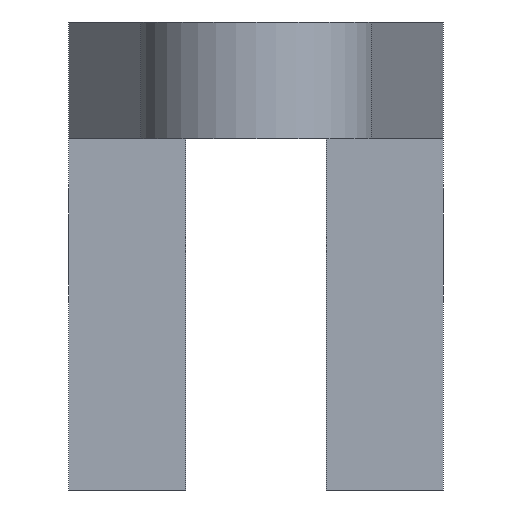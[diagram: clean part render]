
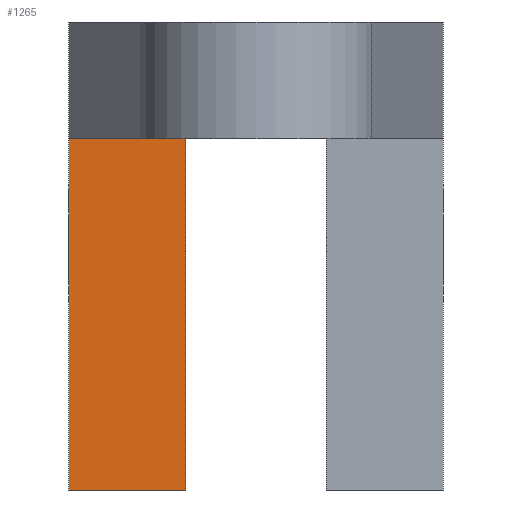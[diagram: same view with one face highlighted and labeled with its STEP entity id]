
A CAD part, left-side view. The second image highlights one B-rep face of the part: STEP entity #1265.
In plain terms, the highlighted planar face has unit normal (-1, 0, 0).
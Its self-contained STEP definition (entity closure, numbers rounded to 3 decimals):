
#345 = VERTEX_POINT('',#346);
#346 = CARTESIAN_POINT('',(-5.,1.6,0.));
#405 = PLANE('',#406);
#406 = AXIS2_PLACEMENT_3D('',#407,#408,#409);
#407 = CARTESIAN_POINT('',(-5.,1.6,0.));
#408 = DIRECTION('',(0.,0.,-1.));
#409 = DIRECTION('',(-1.,0.,0.));
#459 = PLANE('',#460);
#460 = AXIS2_PLACEMENT_3D('',#461,#462,#463);
#461 = CARTESIAN_POINT('',(5.,1.6,0.));
#462 = DIRECTION('',(0.,1.,0.));
#463 = DIRECTION('',(-1.,0.,0.));
#875 = EDGE_CURVE('',#345,#876,#878,.T.);
#876 = VERTEX_POINT('',#877);
#877 = CARTESIAN_POINT('',(-5.,0.6,0.));
#878 = SURFACE_CURVE('',#879,(#883,#890),.PCURVE_S1.);
#879 = LINE('',#880,#881);
#880 = CARTESIAN_POINT('',(-5.,1.6,0.));
#881 = VECTOR('',#882,1.);
#882 = DIRECTION('',(0.,-1.,0.));
#883 = PCURVE('',#405,#884);
#884 = DEFINITIONAL_REPRESENTATION('',(#885),#889);
#885 = LINE('',#886,#887);
#886 = CARTESIAN_POINT('',(0.,0.));
#887 = VECTOR('',#888,1.);
#888 = DIRECTION('',(0.,-1.));
#889 = ( GEOMETRIC_REPRESENTATION_CONTEXT(2) 
PARAMETRIC_REPRESENTATION_CONTEXT() REPRESENTATION_CONTEXT('2D SPACE',''
  ) );
#890 = PCURVE('',#891,#896);
#891 = PLANE('',#892);
#892 = AXIS2_PLACEMENT_3D('',#893,#894,#895);
#893 = CARTESIAN_POINT('',(-5.,1.6,0.));
#894 = DIRECTION('',(-1.,-0.,-0.));
#895 = DIRECTION('',(0.,-1.,0.));
#896 = DEFINITIONAL_REPRESENTATION('',(#897),#901);
#897 = LINE('',#898,#899);
#898 = CARTESIAN_POINT('',(0.,0.));
#899 = VECTOR('',#900,1.);
#900 = DIRECTION('',(1.,0.));
#901 = ( GEOMETRIC_REPRESENTATION_CONTEXT(2) 
PARAMETRIC_REPRESENTATION_CONTEXT() REPRESENTATION_CONTEXT('2D SPACE',''
  ) );
#994 = VERTEX_POINT('',#995);
#995 = CARTESIAN_POINT('',(-5.,1.6,-3.));
#1009 = PLANE('',#1010);
#1010 = AXIS2_PLACEMENT_3D('',#1011,#1012,#1013);
#1011 = CARTESIAN_POINT('',(-5.,-1.6,-3.));
#1012 = DIRECTION('',(0.,0.,-1.));
#1013 = DIRECTION('',(-1.,0.,0.));
#1021 = EDGE_CURVE('',#345,#994,#1022,.T.);
#1022 = SURFACE_CURVE('',#1023,(#1027,#1034),.PCURVE_S1.);
#1023 = LINE('',#1024,#1025);
#1024 = CARTESIAN_POINT('',(-5.,1.6,0.));
#1025 = VECTOR('',#1026,1.);
#1026 = DIRECTION('',(0.,0.,-1.));
#1027 = PCURVE('',#459,#1028);
#1028 = DEFINITIONAL_REPRESENTATION('',(#1029),#1033);
#1029 = LINE('',#1030,#1031);
#1030 = CARTESIAN_POINT('',(10.,0.));
#1031 = VECTOR('',#1032,1.);
#1032 = DIRECTION('',(0.,-1.));
#1033 = ( GEOMETRIC_REPRESENTATION_CONTEXT(2) 
PARAMETRIC_REPRESENTATION_CONTEXT() REPRESENTATION_CONTEXT('2D SPACE',''
  ) );
#1034 = PCURVE('',#891,#1035);
#1035 = DEFINITIONAL_REPRESENTATION('',(#1036),#1040);
#1036 = LINE('',#1037,#1038);
#1037 = CARTESIAN_POINT('',(0.,0.));
#1038 = VECTOR('',#1039,1.);
#1039 = DIRECTION('',(0.,-1.));
#1040 = ( GEOMETRIC_REPRESENTATION_CONTEXT(2) 
PARAMETRIC_REPRESENTATION_CONTEXT() REPRESENTATION_CONTEXT('2D SPACE',''
  ) );
#1265 = ADVANCED_FACE('',(#1266),#891,.T.);
#1266 = FACE_BOUND('',#1267,.T.);
#1267 = EDGE_LOOP('',(#1268,#1269,#1270,#1293));
#1268 = ORIENTED_EDGE('',*,*,#875,.F.);
#1269 = ORIENTED_EDGE('',*,*,#1021,.T.);
#1270 = ORIENTED_EDGE('',*,*,#1271,.T.);
#1271 = EDGE_CURVE('',#994,#1272,#1274,.T.);
#1272 = VERTEX_POINT('',#1273);
#1273 = CARTESIAN_POINT('',(-5.,0.6,-3.));
#1274 = SURFACE_CURVE('',#1275,(#1279,#1286),.PCURVE_S1.);
#1275 = LINE('',#1276,#1277);
#1276 = CARTESIAN_POINT('',(-5.,1.6,-3.));
#1277 = VECTOR('',#1278,1.);
#1278 = DIRECTION('',(0.,-1.,0.));
#1279 = PCURVE('',#891,#1280);
#1280 = DEFINITIONAL_REPRESENTATION('',(#1281),#1285);
#1281 = LINE('',#1282,#1283);
#1282 = CARTESIAN_POINT('',(0.,-3.));
#1283 = VECTOR('',#1284,1.);
#1284 = DIRECTION('',(1.,0.));
#1285 = ( GEOMETRIC_REPRESENTATION_CONTEXT(2) 
PARAMETRIC_REPRESENTATION_CONTEXT() REPRESENTATION_CONTEXT('2D SPACE',''
  ) );
#1286 = PCURVE('',#1009,#1287);
#1287 = DEFINITIONAL_REPRESENTATION('',(#1288),#1292);
#1288 = LINE('',#1289,#1290);
#1289 = CARTESIAN_POINT('',(0.,3.2));
#1290 = VECTOR('',#1291,1.);
#1291 = DIRECTION('',(0.,-1.));
#1292 = ( GEOMETRIC_REPRESENTATION_CONTEXT(2) 
PARAMETRIC_REPRESENTATION_CONTEXT() REPRESENTATION_CONTEXT('2D SPACE',''
  ) );
#1293 = ORIENTED_EDGE('',*,*,#1294,.T.);
#1294 = EDGE_CURVE('',#1272,#876,#1295,.T.);
#1295 = SURFACE_CURVE('',#1296,(#1300,#1307),.PCURVE_S1.);
#1296 = LINE('',#1297,#1298);
#1297 = CARTESIAN_POINT('',(-5.,0.6,-3.));
#1298 = VECTOR('',#1299,1.);
#1299 = DIRECTION('',(0.,0.,1.));
#1300 = PCURVE('',#891,#1301);
#1301 = DEFINITIONAL_REPRESENTATION('',(#1302),#1306);
#1302 = LINE('',#1303,#1304);
#1303 = CARTESIAN_POINT('',(1.,-3.));
#1304 = VECTOR('',#1305,1.);
#1305 = DIRECTION('',(0.,1.));
#1306 = ( GEOMETRIC_REPRESENTATION_CONTEXT(2) 
PARAMETRIC_REPRESENTATION_CONTEXT() REPRESENTATION_CONTEXT('2D SPACE',''
  ) );
#1307 = PCURVE('',#1308,#1313);
#1308 = PLANE('',#1309);
#1309 = AXIS2_PLACEMENT_3D('',#1310,#1311,#1312);
#1310 = CARTESIAN_POINT('',(5.,0.6,-3.));
#1311 = DIRECTION('',(0.,-1.,0.));
#1312 = DIRECTION('',(-1.,0.,0.));
#1313 = DEFINITIONAL_REPRESENTATION('',(#1314),#1318);
#1314 = LINE('',#1315,#1316);
#1315 = CARTESIAN_POINT('',(10.,0.));
#1316 = VECTOR('',#1317,1.);
#1317 = DIRECTION('',(0.,-1.));
#1318 = ( GEOMETRIC_REPRESENTATION_CONTEXT(2) 
PARAMETRIC_REPRESENTATION_CONTEXT() REPRESENTATION_CONTEXT('2D SPACE',''
  ) );
